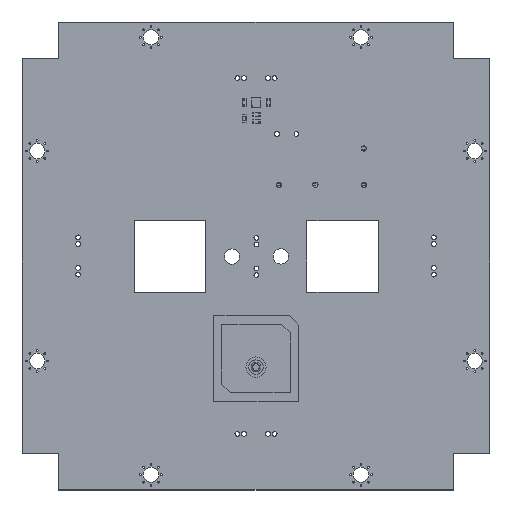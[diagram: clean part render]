
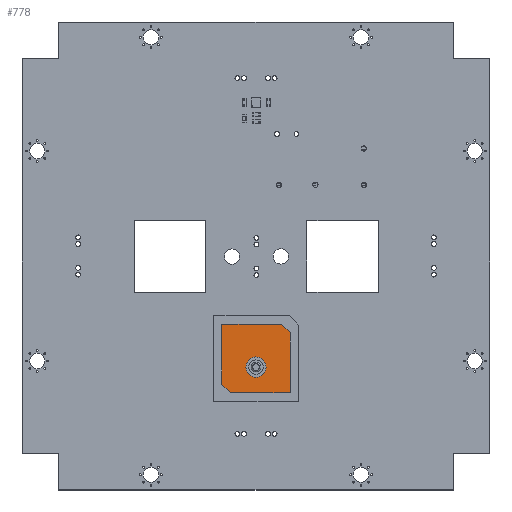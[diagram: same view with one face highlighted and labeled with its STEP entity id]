
A CAD part, top view. The second image highlights one B-rep face of the part: STEP entity #778.
In plain terms, the highlighted face is planar.
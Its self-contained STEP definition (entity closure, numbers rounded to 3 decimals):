
#557 = VERTEX_POINT('',#558);
#558 = CARTESIAN_POINT('',(0.,4.4,3.925));
#564 = EDGE_CURVE('',#565,#557,#567,.T.);
#565 = VERTEX_POINT('',#566);
#566 = CARTESIAN_POINT('',(0.,4.4,-0.325));
#567 = CIRCLE('',#568,2.125);
#568 = AXIS2_PLACEMENT_3D('',#569,#570,#571);
#569 = CARTESIAN_POINT('',(0.,4.4,1.8));
#570 = DIRECTION('',(0.,1.,0.));
#571 = DIRECTION('',(0.,-0.,1.));
#607 = VERTEX_POINT('',#608);
#608 = CARTESIAN_POINT('',(-7.175,4.4,5.375));
#614 = EDGE_CURVE('',#615,#607,#617,.T.);
#615 = VERTEX_POINT('',#616);
#616 = CARTESIAN_POINT('',(-7.175,4.4,-7.175));
#617 = LINE('',#618,#619);
#618 = CARTESIAN_POINT('',(-7.175,4.4,5.375));
#619 = VECTOR('',#620,1.);
#620 = DIRECTION('',(-0.,-0.,1.));
#645 = VERTEX_POINT('',#646);
#646 = CARTESIAN_POINT('',(-5.375,4.4,7.175));
#652 = EDGE_CURVE('',#607,#645,#653,.T.);
#653 = LINE('',#654,#655);
#654 = CARTESIAN_POINT('',(-7.175,4.4,5.375));
#655 = VECTOR('',#656,1.);
#656 = DIRECTION('',(0.707,0.,0.707));
#676 = VERTEX_POINT('',#677);
#677 = CARTESIAN_POINT('',(7.175,4.4,7.175));
#683 = EDGE_CURVE('',#645,#676,#684,.T.);
#684 = LINE('',#685,#686);
#685 = CARTESIAN_POINT('',(-5.375,4.4,7.175));
#686 = VECTOR('',#687,1.);
#687 = DIRECTION('',(1.,0.,0.));
#707 = VERTEX_POINT('',#708);
#708 = CARTESIAN_POINT('',(7.175,4.4,-5.375));
#714 = EDGE_CURVE('',#676,#707,#715,.T.);
#715 = LINE('',#716,#717);
#716 = CARTESIAN_POINT('',(7.175,4.4,7.175));
#717 = VECTOR('',#718,1.);
#718 = DIRECTION('',(0.,0.,-1.));
#738 = VERTEX_POINT('',#739);
#739 = CARTESIAN_POINT('',(5.375,4.4,-7.175));
#745 = EDGE_CURVE('',#707,#738,#746,.T.);
#746 = LINE('',#747,#748);
#747 = CARTESIAN_POINT('',(5.375,4.4,-7.175));
#748 = VECTOR('',#749,1.);
#749 = DIRECTION('',(-0.707,-0.,-0.707));
#767 = EDGE_CURVE('',#738,#615,#768,.T.);
#768 = LINE('',#769,#770);
#769 = CARTESIAN_POINT('',(-7.175,4.4,-7.175));
#770 = VECTOR('',#771,1.);
#771 = DIRECTION('',(-1.,-0.,-0.));
#778 = ADVANCED_FACE('',(#779,#789),#797,.T.);
#779 = FACE_BOUND('',#780,.T.);
#780 = EDGE_LOOP('',(#781,#788));
#781 = ORIENTED_EDGE('',*,*,#782,.F.);
#782 = EDGE_CURVE('',#557,#565,#783,.T.);
#783 = CIRCLE('',#784,2.125);
#784 = AXIS2_PLACEMENT_3D('',#785,#786,#787);
#785 = CARTESIAN_POINT('',(0.,4.4,1.8));
#786 = DIRECTION('',(0.,1.,0.));
#787 = DIRECTION('',(0.,-0.,1.));
#788 = ORIENTED_EDGE('',*,*,#564,.F.);
#789 = FACE_BOUND('',#790,.T.);
#790 = EDGE_LOOP('',(#791,#792,#793,#794,#795,#796));
#791 = ORIENTED_EDGE('',*,*,#767,.T.);
#792 = ORIENTED_EDGE('',*,*,#614,.T.);
#793 = ORIENTED_EDGE('',*,*,#652,.T.);
#794 = ORIENTED_EDGE('',*,*,#683,.T.);
#795 = ORIENTED_EDGE('',*,*,#714,.T.);
#796 = ORIENTED_EDGE('',*,*,#745,.T.);
#797 = PLANE('',#798);
#798 = AXIS2_PLACEMENT_3D('',#799,#800,#801);
#799 = CARTESIAN_POINT('',(0.,4.4,0.));
#800 = DIRECTION('',(-0.,1.,0.));
#801 = DIRECTION('',(0.,0.,1.));
